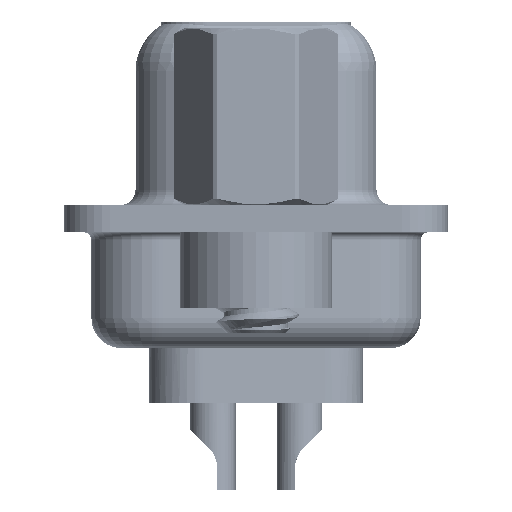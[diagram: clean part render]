
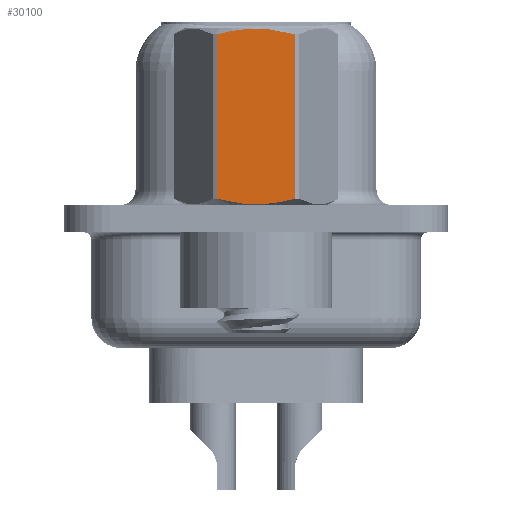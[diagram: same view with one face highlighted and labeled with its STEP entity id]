
A CAD part, left-side view. The second image highlights one B-rep face of the part: STEP entity #30100.
In plain terms, the highlighted planar face has unit normal (-1, 0, 0).
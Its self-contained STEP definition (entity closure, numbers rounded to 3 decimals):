
#1005 = ORIENTED_EDGE ( 'NONE', *, *, #26512, .T. ) ;
#1116 = CARTESIAN_POINT ( 'NONE',  ( -2.381, -1.273, 0.652 ) ) ;
#3923 = CARTESIAN_POINT ( 'NONE',  ( -2.381, -0.858, 6.15 ) ) ;
#4049 = VERTEX_POINT ( 'NONE', #29152 ) ;
#4256 = CARTESIAN_POINT ( 'NONE',  ( -2.381, -1.273, 6.048 ) ) ;
#4613 = CARTESIAN_POINT ( 'NONE',  ( -2.381, -1.066, 6.104 ) ) ;
#4855 = PLANE ( 'NONE',  #19567 ) ;
#6558 = LINE ( 'NONE', #30108, #16220 ) ;
#8045 = DIRECTION ( 'NONE',  ( -1., 0., 0. ) ) ;
#9096 = CARTESIAN_POINT ( 'NONE',  ( -2.381, 0.428, 0.485 ) ) ;
#9737 = CARTESIAN_POINT ( 'NONE',  ( -2.381, 1.273, 0.652 ) ) ;
#10173 = FACE_OUTER_BOUND ( 'NONE', #26911, .T. ) ;
#12227 = CARTESIAN_POINT ( 'NONE',  ( -2.381, -0.432, 6.215 ) ) ;
#12883 = VERTEX_POINT ( 'NONE', #19832 ) ;
#13175 = EDGE_CURVE ( 'NONE', #27314, #23264, #26738, .T. ) ;
#15399 = CARTESIAN_POINT ( 'NONE',  ( -2.381, 0.215, 6.232 ) ) ;
#15656 = DIRECTION ( 'NONE',  ( 0., -1., 0. ) ) ;
#16220 = VECTOR ( 'NONE', #16663, 1000. ) ;
#16390 = ORIENTED_EDGE ( 'NONE', *, *, #13175, .T. ) ;
#16663 = DIRECTION ( 'NONE',  ( 0., 0., 1. ) ) ;
#18576 = DIRECTION ( 'NONE',  ( 0., 0., -1. ) ) ;
#19567 = AXIS2_PLACEMENT_3D ( 'NONE', #31941, #8045, #15656 ) ;
#19817 = VECTOR ( 'NONE', #18576, 1000. ) ;
#19832 = CARTESIAN_POINT ( 'NONE',  ( -2.381, -1.273, 6.048 ) ) ;
#19892 = CARTESIAN_POINT ( 'NONE',  ( -2.381, -0.858, 0.55 ) ) ;
#20014 = CARTESIAN_POINT ( 'NONE',  ( -2.381, 0.428, 6.215 ) ) ;
#21404 = CARTESIAN_POINT ( 'NONE',  ( -2.381, 1.273, 3.792 ) ) ;
#22850 = CARTESIAN_POINT ( 'NONE',  ( -2.381, 1.273, 6.048 ) ) ;
#23212 = CARTESIAN_POINT ( 'NONE',  ( -2.381, 1.065, 6.104 ) ) ;
#23264 = VERTEX_POINT ( 'NONE', #9737 ) ;
#24540 = EDGE_CURVE ( 'NONE', #4049, #12883, #6558, .T. ) ;
#24610 = ORIENTED_EDGE ( 'NONE', *, *, #24540, .T. ) ;
#25035 = CARTESIAN_POINT ( 'NONE',  ( -2.381, -0.432, 0.485 ) ) ;
#25290 = ORIENTED_EDGE ( 'NONE', *, *, #34673, .T. ) ;
#25383 = CARTESIAN_POINT ( 'NONE',  ( -2.381, 0.215, 0.468 ) ) ;
#25680 = CARTESIAN_POINT ( 'NONE',  ( -2.381, -0.215, 6.232 ) ) ;
#26512 = EDGE_CURVE ( 'NONE', #23264, #4049, #31598, .T. ) ;
#26738 = LINE ( 'NONE', #21404, #19817 ) ;
#26911 = EDGE_LOOP ( 'NONE', ( #1005, #24610, #25290, #16390 ) ) ;
#27314 = VERTEX_POINT ( 'NONE', #32387 ) ;
#27790 = B_SPLINE_CURVE_WITH_KNOTS ( 'NONE', 3,
 ( #4256, #4613, #3923, #12227, #25680, #15399, #20014, #30820, #23212, #22850 ),
 .UNSPECIFIED., .F., .F.,
 ( 4, 2, 2, 2, 4 ),
 ( 0.001, 0.002, 0.002, 0.003, 0.004 ),
 .UNSPECIFIED. ) ;
#28050 = CARTESIAN_POINT ( 'NONE',  ( -2.381, -0.215, 0.468 ) ) ;
#28231 = CARTESIAN_POINT ( 'NONE',  ( -2.381, 0.853, 0.549 ) ) ;
#29152 = CARTESIAN_POINT ( 'NONE',  ( -2.381, -1.273, 0.652 ) ) ;
#30100 = ADVANCED_FACE ( 'NONE', ( #10173 ), #4855, .T. ) ;
#30108 = CARTESIAN_POINT ( 'NONE',  ( -2.381, -1.273, 3.792 ) ) ;
#30820 = CARTESIAN_POINT ( 'NONE',  ( -2.381, 0.853, 6.151 ) ) ;
#31227 = CARTESIAN_POINT ( 'NONE',  ( -2.381, -1.066, 0.596 ) ) ;
#31598 = B_SPLINE_CURVE_WITH_KNOTS ( 'NONE', 3,
 ( #33848, #33335, #28231, #9096, #25383, #28050, #25035, #19892, #31227, #1116 ),
 .UNSPECIFIED., .F., .F.,
 ( 4, 2, 2, 2, 4 ),
 ( 0.003, 0.003, 0.004, 0.004, 0.005 ),
 .UNSPECIFIED. ) ;
#31941 = CARTESIAN_POINT ( 'NONE',  ( -2.381, 1.375, -3.75 ) ) ;
#32387 = CARTESIAN_POINT ( 'NONE',  ( -2.381, 1.273, 6.048 ) ) ;
#33335 = CARTESIAN_POINT ( 'NONE',  ( -2.381, 1.065, 0.596 ) ) ;
#33848 = CARTESIAN_POINT ( 'NONE',  ( -2.381, 1.273, 0.652 ) ) ;
#34673 = EDGE_CURVE ( 'NONE', #12883, #27314, #27790, .T. ) ;
